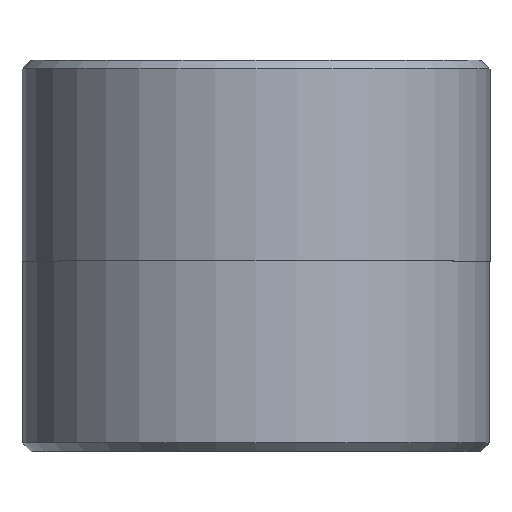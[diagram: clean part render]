
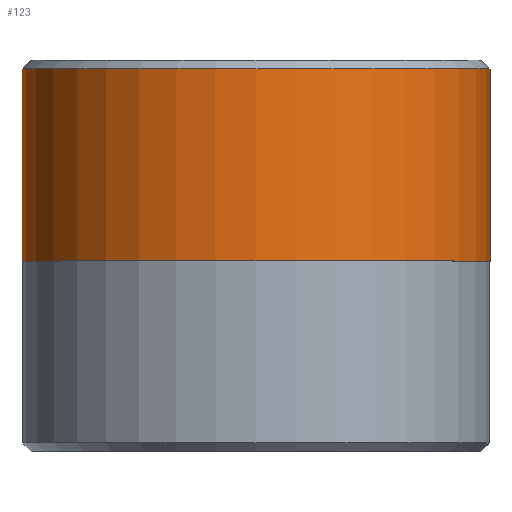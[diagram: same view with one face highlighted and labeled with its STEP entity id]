
A CAD part, top view. The second image highlights one B-rep face of the part: STEP entity #123.
In plain terms, the highlighted cylindrical face has radius 29.907 mm (diameter 59.814 mm), a full revolution.
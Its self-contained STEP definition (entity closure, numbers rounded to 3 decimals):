
#21=CYLINDRICAL_SURFACE('',#145,29.907);
#30=FACE_BOUND('',#59,.T.);
#40=FACE_OUTER_BOUND('',#58,.T.);
#58=EDGE_LOOP('',(#108));
#59=EDGE_LOOP('',(#109));
#62=CIRCLE('',#128,29.907);
#71=CIRCLE('',#144,29.907);
#72=VERTEX_POINT('',#191);
#81=VERTEX_POINT('',#216);
#82=EDGE_CURVE('',#72,#72,#62,.T.);
#91=EDGE_CURVE('',#81,#81,#71,.T.);
#108=ORIENTED_EDGE('',*,*,#91,.F.);
#109=ORIENTED_EDGE('',*,*,#82,.F.);
#123=ADVANCED_FACE('',(#40,#30),#21,.T.);
#128=AXIS2_PLACEMENT_3D('',#192,#151,#152);
#144=AXIS2_PLACEMENT_3D('',#217,#183,#184);
#145=AXIS2_PLACEMENT_3D('',#218,#185,#186);
#151=DIRECTION('center_axis',(0.,-1.,0.));
#152=DIRECTION('ref_axis',(1.,0.,0.));
#183=DIRECTION('center_axis',(0.,1.,0.));
#184=DIRECTION('ref_axis',(1.,0.,0.));
#185=DIRECTION('center_axis',(0.,1.,0.));
#186=DIRECTION('ref_axis',(1.,0.,0.));
#191=CARTESIAN_POINT('',(-29.907,-9.,0.));
#192=CARTESIAN_POINT('Origin',(0.,-9.,0.));
#216=CARTESIAN_POINT('',(-29.907,15.564,0.));
#217=CARTESIAN_POINT('Origin',(0.,15.564,0.));
#218=CARTESIAN_POINT('Origin',(0.,0.,0.));
